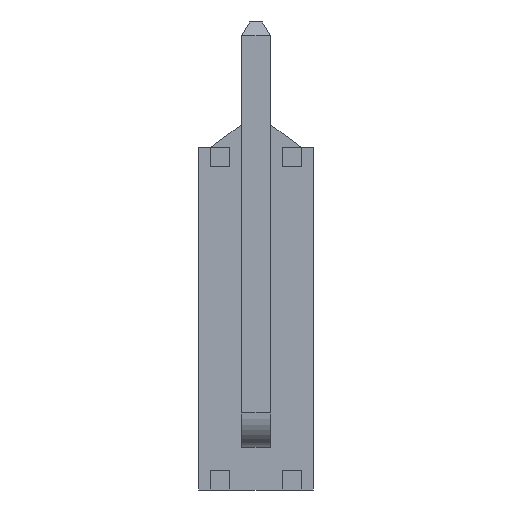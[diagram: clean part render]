
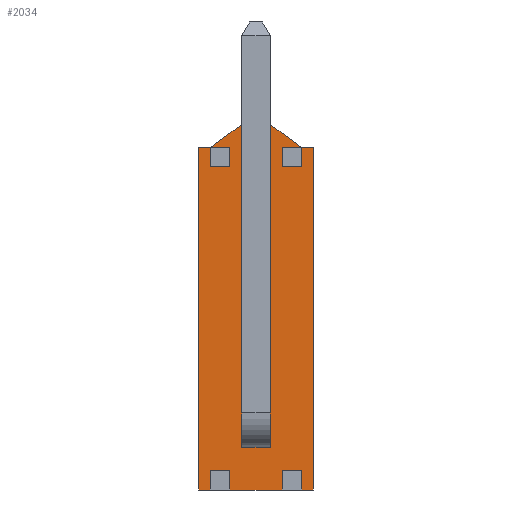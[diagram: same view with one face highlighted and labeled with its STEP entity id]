
A CAD part, front view. The second image highlights one B-rep face of the part: STEP entity #2034.
In plain terms, the highlighted planar face has unit normal (0, -1, 0).
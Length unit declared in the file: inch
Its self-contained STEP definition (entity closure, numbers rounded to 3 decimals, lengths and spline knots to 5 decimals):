
#549=ORIENTED_EDGE('',*,*,#873,.F.);
#550=ORIENTED_EDGE('',*,*,#800,.T.);
#551=ORIENTED_EDGE('',*,*,#824,.T.);
#552=ORIENTED_EDGE('',*,*,#807,.F.);
#553=ORIENTED_EDGE('',*,*,#874,.F.);
#554=ORIENTED_EDGE('',*,*,#794,.T.);
#555=ORIENTED_EDGE('',*,*,#823,.T.);
#556=ORIENTED_EDGE('',*,*,#863,.T.);
#557=ORIENTED_EDGE('',*,*,#814,.T.);
#558=ORIENTED_EDGE('',*,*,#792,.T.);
#559=ORIENTED_EDGE('',*,*,#875,.T.);
#560=ORIENTED_EDGE('',*,*,#803,.F.);
#561=ORIENTED_EDGE('',*,*,#818,.F.);
#562=ORIENTED_EDGE('',*,*,#872,.F.);
#563=ORIENTED_EDGE('',*,*,#870,.F.);
#564=ORIENTED_EDGE('',*,*,#868,.F.);
#565=ORIENTED_EDGE('',*,*,#809,.F.);
#566=ORIENTED_EDGE('',*,*,#798,.T.);
#567=ORIENTED_EDGE('',*,*,#876,.T.);
#568=ORIENTED_EDGE('',*,*,#785,.F.);
#569=ORIENTED_EDGE('',*,*,#813,.T.);
#570=ORIENTED_EDGE('',*,*,#861,.T.);
#571=ORIENTED_EDGE('',*,*,#819,.T.);
#572=ORIENTED_EDGE('',*,*,#789,.F.);
#573=ORIENTED_EDGE('',*,*,#855,.F.);
#574=ORIENTED_EDGE('',*,*,#832,.F.);
#575=ORIENTED_EDGE('',*,*,#829,.F.);
#576=ORIENTED_EDGE('',*,*,#826,.F.);
#577=ORIENTED_EDGE('',*,*,#857,.F.);
#578=ORIENTED_EDGE('',*,*,#842,.F.);
#579=ORIENTED_EDGE('',*,*,#839,.F.);
#580=ORIENTED_EDGE('',*,*,#836,.F.);
#581=ORIENTED_EDGE('',*,*,#859,.F.);
#582=ORIENTED_EDGE('',*,*,#852,.F.);
#583=ORIENTED_EDGE('',*,*,#849,.F.);
#584=ORIENTED_EDGE('',*,*,#846,.F.);
#785=EDGE_CURVE('',#997,#998,#1225,.T.);
#789=EDGE_CURVE('',#999,#1000,#1229,.T.);
#792=EDGE_CURVE('',#1002,#1001,#1232,.T.);
#794=EDGE_CURVE('',#1003,#1004,#1234,.T.);
#798=EDGE_CURVE('',#1006,#1005,#1238,.T.);
#800=EDGE_CURVE('',#1007,#1008,#1240,.T.);
#803=EDGE_CURVE('',#1009,#1010,#1243,.T.);
#807=EDGE_CURVE('',#1011,#1012,#1247,.T.);
#809=EDGE_CURVE('',#1006,#1013,#1249,.T.);
#813=EDGE_CURVE('',#997,#1016,#1253,.T.);
#814=EDGE_CURVE('',#1017,#1002,#1254,.T.);
#818=EDGE_CURVE('',#1020,#1009,#1258,.T.);
#819=EDGE_CURVE('',#1021,#1000,#1259,.T.);
#823=EDGE_CURVE('',#1004,#1024,#1263,.T.);
#824=EDGE_CURVE('',#1008,#1012,#1264,.T.);
#826=EDGE_CURVE('',#1026,#1027,#1266,.T.);
#829=EDGE_CURVE('',#1027,#1029,#1269,.T.);
#832=EDGE_CURVE('',#1029,#1031,#1272,.T.);
#836=EDGE_CURVE('',#1034,#1035,#1276,.T.);
#839=EDGE_CURVE('',#1035,#1037,#1279,.T.);
#842=EDGE_CURVE('',#1037,#1039,#1282,.T.);
#846=EDGE_CURVE('',#1042,#1043,#1286,.T.);
#849=EDGE_CURVE('',#1043,#1045,#1289,.T.);
#852=EDGE_CURVE('',#1045,#1047,#1292,.T.);
#855=EDGE_CURVE('',#1031,#1026,#1295,.T.);
#857=EDGE_CURVE('',#1039,#1034,#1297,.T.);
#859=EDGE_CURVE('',#1047,#1042,#1299,.T.);
#861=EDGE_CURVE('',#1016,#1021,#1301,.T.);
#863=EDGE_CURVE('',#1024,#1017,#1303,.T.);
#868=EDGE_CURVE('',#1013,#1051,#1308,.T.);
#870=EDGE_CURVE('',#1051,#1052,#1310,.T.);
#872=EDGE_CURVE('',#1052,#1020,#1312,.T.);
#873=EDGE_CURVE('',#1007,#999,#1313,.T.);
#874=EDGE_CURVE('',#1003,#1011,#1314,.T.);
#875=EDGE_CURVE('',#1001,#1010,#1315,.T.);
#876=EDGE_CURVE('',#1005,#998,#1316,.T.);
#997=VERTEX_POINT('',#3087);
#998=VERTEX_POINT('',#3088);
#999=VERTEX_POINT('',#3093);
#1000=VERTEX_POINT('',#3095);
#1001=VERTEX_POINT('',#3099);
#1002=VERTEX_POINT('',#3101);
#1003=VERTEX_POINT('',#3105);
#1004=VERTEX_POINT('',#3106);
#1005=VERTEX_POINT('',#3111);
#1006=VERTEX_POINT('',#3113);
#1007=VERTEX_POINT('',#3117);
#1008=VERTEX_POINT('',#3118);
#1009=VERTEX_POINT('',#3123);
#1010=VERTEX_POINT('',#3124);
#1011=VERTEX_POINT('',#3129);
#1012=VERTEX_POINT('',#3131);
#1013=VERTEX_POINT('',#3135);
#1016=VERTEX_POINT('',#3141);
#1017=VERTEX_POINT('',#3145);
#1020=VERTEX_POINT('',#3151);
#1021=VERTEX_POINT('',#3155);
#1024=VERTEX_POINT('',#3161);
#1026=VERTEX_POINT('',#3167);
#1027=VERTEX_POINT('',#3169);
#1029=VERTEX_POINT('',#3175);
#1031=VERTEX_POINT('',#3181);
#1034=VERTEX_POINT('',#3188);
#1035=VERTEX_POINT('',#3190);
#1037=VERTEX_POINT('',#3196);
#1039=VERTEX_POINT('',#3202);
#1042=VERTEX_POINT('',#3209);
#1043=VERTEX_POINT('',#3211);
#1045=VERTEX_POINT('',#3217);
#1047=VERTEX_POINT('',#3223);
#1051=VERTEX_POINT('',#3250);
#1052=VERTEX_POINT('',#3254);
#1225=LINE('',#3086,#1489);
#1229=LINE('',#3094,#1493);
#1232=LINE('',#3100,#1496);
#1234=LINE('',#3104,#1498);
#1238=LINE('',#3112,#1502);
#1240=LINE('',#3116,#1504);
#1243=LINE('',#3122,#1507);
#1247=LINE('',#3130,#1511);
#1249=LINE('',#3134,#1513);
#1253=LINE('',#3142,#1517);
#1254=LINE('',#3144,#1518);
#1258=LINE('',#3152,#1522);
#1259=LINE('',#3154,#1523);
#1263=LINE('',#3162,#1527);
#1264=LINE('',#3163,#1528);
#1266=LINE('',#3168,#1530);
#1269=LINE('',#3174,#1533);
#1272=LINE('',#3180,#1536);
#1276=LINE('',#3189,#1540);
#1279=LINE('',#3195,#1543);
#1282=LINE('',#3201,#1546);
#1286=LINE('',#3210,#1550);
#1289=LINE('',#3216,#1553);
#1292=LINE('',#3222,#1556);
#1295=LINE('',#3228,#1559);
#1297=LINE('',#3231,#1561);
#1299=LINE('',#3234,#1563);
#1301=LINE('',#3237,#1565);
#1303=LINE('',#3240,#1567);
#1308=LINE('',#3249,#1572);
#1310=LINE('',#3253,#1574);
#1312=LINE('',#3257,#1576);
#1313=LINE('',#3259,#1577);
#1314=LINE('',#3260,#1578);
#1315=LINE('',#3261,#1579);
#1316=LINE('',#3262,#1580);
#1489=VECTOR('',#2543,39.37008);
#1493=VECTOR('',#2549,39.37008);
#1496=VECTOR('',#2554,39.37008);
#1498=VECTOR('',#2558,39.37008);
#1502=VECTOR('',#2564,39.37008);
#1504=VECTOR('',#2568,39.37008);
#1507=VECTOR('',#2573,39.37008);
#1511=VECTOR('',#2579,39.37008);
#1513=VECTOR('',#2583,39.37008);
#1517=VECTOR('',#2587,39.37008);
#1518=VECTOR('',#2590,39.37008);
#1522=VECTOR('',#2594,39.37008);
#1523=VECTOR('',#2597,39.37008);
#1527=VECTOR('',#2601,39.37008);
#1528=VECTOR('',#2602,39.37008);
#1530=VECTOR('',#2606,39.37008);
#1533=VECTOR('',#2611,39.37008);
#1536=VECTOR('',#2616,39.37008);
#1540=VECTOR('',#2622,39.37008);
#1543=VECTOR('',#2627,39.37008);
#1546=VECTOR('',#2632,39.37008);
#1550=VECTOR('',#2638,39.37008);
#1553=VECTOR('',#2643,39.37008);
#1556=VECTOR('',#2648,39.37008);
#1559=VECTOR('',#2653,39.37008);
#1561=VECTOR('',#2657,39.37008);
#1563=VECTOR('',#2661,39.37008);
#1565=VECTOR('',#2665,39.37008);
#1567=VECTOR('',#2669,39.37008);
#1572=VECTOR('',#2678,39.37008);
#1574=VECTOR('',#2682,39.37008);
#1576=VECTOR('',#2686,39.37008);
#1577=VECTOR('',#2689,39.37008);
#1578=VECTOR('',#2690,39.37008);
#1579=VECTOR('',#2691,39.37008);
#1580=VECTOR('',#2692,39.37008);
#1695=EDGE_LOOP('',(#549,#550,#551,#552,#553,#554,#555,#556,#557,#558,#559,
#560,#561,#562,#563,#564,#565,#566,#567,#568,#569,#570,#571,#572));
#1696=EDGE_LOOP('',(#573,#574,#575,#576));
#1697=EDGE_LOOP('',(#577,#578,#579,#580));
#1698=EDGE_LOOP('',(#581,#582,#583,#584));
#1817=FACE_BOUND('',#1695,.T.);
#1818=FACE_BOUND('',#1696,.T.);
#1819=FACE_BOUND('',#1697,.T.);
#1820=FACE_BOUND('',#1698,.T.);
#1924=PLANE('',#2183);
#2034=ADVANCED_FACE('',(#1817,#1818,#1819,#1820),#1924,.F.);
#2183=AXIS2_PLACEMENT_3D('',#3258,#2687,#2688);
#2543=DIRECTION('',(0.,0.,-1.));
#2549=DIRECTION('',(0.,0.,-1.));
#2554=DIRECTION('',(0.,0.,-1.));
#2558=DIRECTION('',(0.,0.,-1.));
#2564=DIRECTION('',(0.,0.,-1.));
#2568=DIRECTION('',(0.,0.,-1.));
#2573=DIRECTION('',(0.,0.,-1.));
#2579=DIRECTION('',(0.,0.,-1.));
#2583=DIRECTION('',(-1.,0.,0.));
#2587=DIRECTION('',(-1.,0.,0.));
#2590=DIRECTION('',(-1.,0.,0.));
#2594=DIRECTION('',(-1.,0.,0.));
#2597=DIRECTION('',(1.,0.,0.));
#2601=DIRECTION('',(1.,0.,0.));
#2602=DIRECTION('',(1.,0.,0.));
#2606=DIRECTION('',(1.,0.,0.));
#2611=DIRECTION('',(0.,0.,1.));
#2616=DIRECTION('',(-1.,0.,0.));
#2622=DIRECTION('',(1.,0.,0.));
#2627=DIRECTION('',(0.,0.,1.));
#2632=DIRECTION('',(-1.,0.,0.));
#2638=DIRECTION('',(1.,0.,0.));
#2643=DIRECTION('',(0.,0.,1.));
#2648=DIRECTION('',(-1.,0.,0.));
#2653=DIRECTION('',(0.,0.,-1.));
#2657=DIRECTION('',(0.,0.,-1.));
#2661=DIRECTION('',(0.,0.,-1.));
#2665=DIRECTION('',(0.,0.,-1.));
#2669=DIRECTION('',(0.,0.,1.));
#2678=DIRECTION('',(0.805,0.,0.594));
#2682=DIRECTION('',(1.,0.,0.));
#2686=DIRECTION('',(0.805,0.,-0.594));
#2687=DIRECTION('',(0.,1.,0.));
#2688=DIRECTION('',(0.,0.,1.));
#2689=DIRECTION('',(-1.,0.,0.));
#2690=DIRECTION('',(-1.,0.,0.));
#2691=DIRECTION('',(-1.,0.,0.));
#2692=DIRECTION('',(-1.,0.,0.));
#3086=CARTESIAN_POINT('',(-0.04012,0.02,0.3));
#3087=CARTESIAN_POINT('',(-0.04012,0.02,0.15));
#3088=CARTESIAN_POINT('',(-0.04012,0.02,0.133));
#3093=CARTESIAN_POINT('',(-0.04012,0.02,-0.133));
#3094=CARTESIAN_POINT('',(-0.04012,0.02,0.3));
#3095=CARTESIAN_POINT('',(-0.04012,0.02,-0.15));
#3099=CARTESIAN_POINT('',(0.04012,0.02,0.133));
#3100=CARTESIAN_POINT('',(0.04012,0.02,0.3));
#3101=CARTESIAN_POINT('',(0.04012,0.02,0.15));
#3104=CARTESIAN_POINT('',(0.04012,0.02,0.3));
#3105=CARTESIAN_POINT('',(0.04012,0.02,-0.133));
#3106=CARTESIAN_POINT('',(0.04012,0.02,-0.15));
#3111=CARTESIAN_POINT('',(-0.02312,0.02,0.133));
#3112=CARTESIAN_POINT('',(-0.02312,0.02,0.3));
#3113=CARTESIAN_POINT('',(-0.02312,0.02,0.15));
#3116=CARTESIAN_POINT('',(-0.02312,0.02,0.3));
#3117=CARTESIAN_POINT('',(-0.02312,0.02,-0.133));
#3118=CARTESIAN_POINT('',(-0.02312,0.02,-0.15));
#3122=CARTESIAN_POINT('',(0.02312,0.02,0.3));
#3123=CARTESIAN_POINT('',(0.02312,0.02,0.15));
#3124=CARTESIAN_POINT('',(0.02312,0.02,0.133));
#3129=CARTESIAN_POINT('',(0.02312,0.02,-0.133));
#3130=CARTESIAN_POINT('',(0.02312,0.02,0.3));
#3131=CARTESIAN_POINT('',(0.02312,0.02,-0.15));
#3134=CARTESIAN_POINT('',(0.04,0.02,0.15));
#3135=CARTESIAN_POINT('',(-0.04,0.02,0.15));
#3141=CARTESIAN_POINT('',(-0.05,0.02,0.15));
#3142=CARTESIAN_POINT('',(-0.05,0.02,0.15));
#3144=CARTESIAN_POINT('',(-0.05,0.02,0.15));
#3145=CARTESIAN_POINT('',(0.05,0.02,0.15));
#3151=CARTESIAN_POINT('',(0.04,0.02,0.15));
#3152=CARTESIAN_POINT('',(0.04,0.02,0.15));
#3154=CARTESIAN_POINT('',(0.05,0.02,-0.15));
#3155=CARTESIAN_POINT('',(-0.05,0.02,-0.15));
#3161=CARTESIAN_POINT('',(0.05,0.02,-0.15));
#3162=CARTESIAN_POINT('',(0.05,0.02,-0.15));
#3163=CARTESIAN_POINT('',(0.05,0.02,-0.15));
#3167=CARTESIAN_POINT('',(-0.0125,0.02,0.0875));
#3168=CARTESIAN_POINT('',(0.0125,0.02,0.0875));
#3169=CARTESIAN_POINT('',(0.0125,0.02,0.0875));
#3174=CARTESIAN_POINT('',(0.0125,0.02,0.1125));
#3175=CARTESIAN_POINT('',(0.0125,0.02,0.1125));
#3180=CARTESIAN_POINT('',(-0.0125,0.02,0.1125));
#3181=CARTESIAN_POINT('',(-0.0125,0.02,0.1125));
#3188=CARTESIAN_POINT('',(-0.0125,0.02,-0.0125));
#3189=CARTESIAN_POINT('',(0.0125,0.02,-0.0125));
#3190=CARTESIAN_POINT('',(0.0125,0.02,-0.0125));
#3195=CARTESIAN_POINT('',(0.0125,0.02,0.0125));
#3196=CARTESIAN_POINT('',(0.0125,0.02,0.0125));
#3201=CARTESIAN_POINT('',(-0.0125,0.02,0.0125));
#3202=CARTESIAN_POINT('',(-0.0125,0.02,0.0125));
#3209=CARTESIAN_POINT('',(-0.0125,0.02,-0.1125));
#3210=CARTESIAN_POINT('',(0.0125,0.02,-0.1125));
#3211=CARTESIAN_POINT('',(0.0125,0.02,-0.1125));
#3216=CARTESIAN_POINT('',(0.0125,0.02,-0.0875));
#3217=CARTESIAN_POINT('',(0.0125,0.02,-0.0875));
#3222=CARTESIAN_POINT('',(-0.0125,0.02,-0.0875));
#3223=CARTESIAN_POINT('',(-0.0125,0.02,-0.0875));
#3228=CARTESIAN_POINT('',(-0.0125,0.02,0.0875));
#3231=CARTESIAN_POINT('',(-0.0125,0.02,-0.0125));
#3234=CARTESIAN_POINT('',(-0.0125,0.02,-0.1125));
#3237=CARTESIAN_POINT('',(-0.05,0.02,-0.15));
#3240=CARTESIAN_POINT('',(0.05,0.02,0.15));
#3249=CARTESIAN_POINT('',(-0.04,0.02,0.15));
#3250=CARTESIAN_POINT('',(-0.0129,0.02,0.17));
#3253=CARTESIAN_POINT('',(-0.0129,0.02,0.17));
#3254=CARTESIAN_POINT('',(0.0129,0.02,0.17));
#3257=CARTESIAN_POINT('',(0.0129,0.02,0.17));
#3258=CARTESIAN_POINT('',(0.,0.02,0.));
#3259=CARTESIAN_POINT('',(0.1,0.02,-0.133));
#3260=CARTESIAN_POINT('',(0.1,0.02,-0.133));
#3261=CARTESIAN_POINT('',(0.1,0.02,0.133));
#3262=CARTESIAN_POINT('',(0.1,0.02,0.133));
